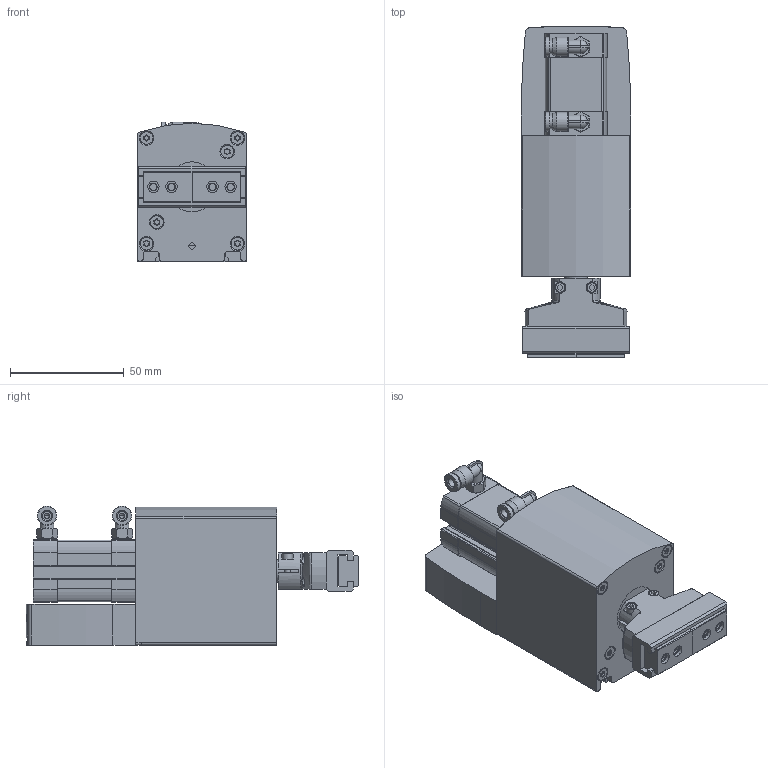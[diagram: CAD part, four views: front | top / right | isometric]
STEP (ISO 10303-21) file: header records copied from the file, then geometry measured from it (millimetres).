
FILE_DESCRIPTION(/* description */ ('STEP AP214'),/* implementation_level */ '2;1');
FILE_NAME(/* name */ '4790698_EHMD-40-RE-GP',/* time_stamp */ '2024-08-27T15:47:55+02:00',/* author */ ('License CC BY-ND 4.0'),/* organization */ ('CADENAS'),/* preprocessor_version */ 'ST-DEVELOPER v19.3',/* originating_system */ 'PARTsolutions',/* authorisation */ ' ');
FILE_SCHEMA (('AUTOMOTIVE_DESIGN {1 0 10303 214 3 1 1}'));
Length unit declared in the file: millimetre
Products named in the file (10): 4790698 EHMD-40-RE-GP---(0_0); 4945433 EHMD-40-RE-GP---(B); 4577867 EHMD-40---(G); 4579332 EHMD-40---(J); 4736707 EMMS-ST-42-MQ-SE; 536203 ADN-10-P---(Z); 536203 ADN-10-P-I_(KS); 4790698 EHMD-40---(s); 531009 QSML-M5-4-0.4T-SA; 8078080 EHMD-40-RE-GP---(cover)
Assembly tree (11 placements, depth 2):
  4790698 EHMD-40-RE-GP---(0_0)
    4945433 EHMD-40-RE-GP---(B)
    4577867 EHMD-40---(G)
    4579332 EHMD-40---(J)  x2
    4736707 EMMS-ST-42-MQ-SE
    536203 ADN-10-P---(Z)
    536203 ADN-10-P-I_(KS)
    4790698 EHMD-40---(s)
    531009 QSML-M5-4-0.4T-SA  x2
    8078080 EHMD-40-RE-GP---(cover)
Bounding box: 48 x 146.05 x 61.5 mm (x, y, z)
Volume: 207515.5 mm3; surface area: 85439.3 mm2
Topology: 11 solids, 13 shells, 1079 faces, 2708 edges, 1772 vertices
Faces by surface type: plane 580, cylinder 395, cone 86, torus 12, sphere 6
Full cylindrical faces by diameter (mm): 0.4 x2, 2.4 x4, 2.459 x5, 2.5 x2, 2.7 x1, 3 x7, 3.242 x8, 3.3 x1, 3.4 x4, 3.8 x4, 4 x10, 4.134 x2, 4.2 x4, 4.5 x2, 5 x8, 5.5 x2, 5.6 x10, 6 x14, 7 x2, 8 x1, 8.3 x1, 8.5 x8, 9 x1, 9.2 x4, 10 x5, 12 x2, 22 x2
Entity records: 32262 total; most frequent: CARTESIAN_POINT 5385, DIRECTION 4977, ORIENTED_EDGE 4572, EDGE_CURVE 2286, AXIS2_PLACEMENT_3D 1849, VERTEX_POINT 1600, LINE 1279, VECTOR 1279
